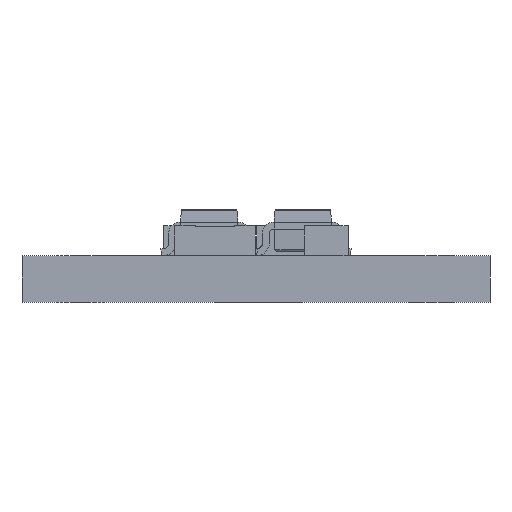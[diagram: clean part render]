
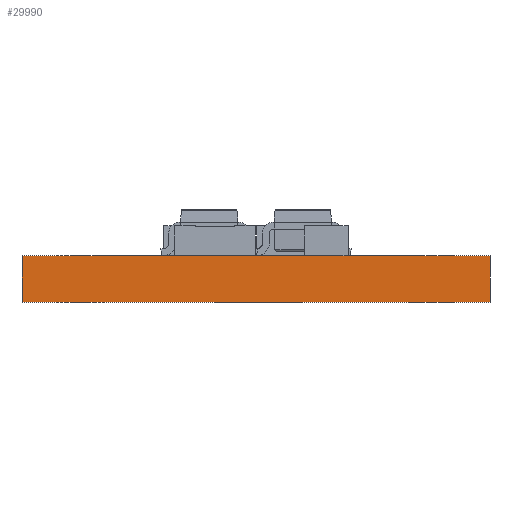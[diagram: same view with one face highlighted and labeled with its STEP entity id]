
A CAD part, front view. The second image highlights one B-rep face of the part: STEP entity #29990.
In plain terms, the highlighted planar face has unit normal (0, -1, 0).
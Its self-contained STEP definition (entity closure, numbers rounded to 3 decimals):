
#505 = DIRECTION ( 'NONE',  ( 0., 1., 0. ) ) ;
#2965 = LINE ( 'NONE', #34780, #12479 ) ;
#4344 = DIRECTION ( 'NONE',  ( 0., 0., -1. ) ) ;
#4880 = EDGE_LOOP ( 'NONE', ( #36034, #35119, #11091, #24125 ) ) ;
#6371 = VERTEX_POINT ( 'NONE', #23894 ) ;
#6641 = CARTESIAN_POINT ( 'NONE',  ( 0., 0., 1.016 ) ) ;
#10066 = CARTESIAN_POINT ( 'NONE',  ( 10.16, 0., 1.016 ) ) ;
#11091 = ORIENTED_EDGE ( 'NONE', *, *, #24999, .F. ) ;
#12479 = VECTOR ( 'NONE', #34604, 1000. ) ;
#12887 = VECTOR ( 'NONE', #17353, 1000. ) ;
#14801 = DIRECTION ( 'NONE',  ( 0., 0., 1. ) ) ;
#14992 = CARTESIAN_POINT ( 'NONE',  ( 0., 0., 1.016 ) ) ;
#15228 = CARTESIAN_POINT ( 'NONE',  ( 10.16, 0., 1.016 ) ) ;
#15383 = DIRECTION ( 'NONE',  ( 1., 0., 0. ) ) ;
#15856 = AXIS2_PLACEMENT_3D ( 'NONE', #14992, #505, #14801 ) ;
#16194 = VERTEX_POINT ( 'NONE', #15228 ) ;
#17353 = DIRECTION ( 'NONE',  ( 1., 0., 0. ) ) ;
#18269 = CARTESIAN_POINT ( 'NONE',  ( 0., 0., 1.016 ) ) ;
#18897 = EDGE_CURVE ( 'NONE', #21083, #28963, #2965, .T. ) ;
#20283 = EDGE_CURVE ( 'NONE', #16194, #6371, #36724, .T. ) ;
#21083 = VERTEX_POINT ( 'NONE', #6641 ) ;
#23095 = CARTESIAN_POINT ( 'NONE',  ( 0., 0., 0. ) ) ;
#23894 = CARTESIAN_POINT ( 'NONE',  ( 10.16, 0., 0. ) ) ;
#24125 = ORIENTED_EDGE ( 'NONE', *, *, #18897, .T. ) ;
#24156 = LINE ( 'NONE', #18269, #31024 ) ;
#24999 = EDGE_CURVE ( 'NONE', #21083, #16194, #24156, .T. ) ;
#26074 = PLANE ( 'NONE',  #15856 ) ;
#28963 = VERTEX_POINT ( 'NONE', #32009 ) ;
#29990 = ADVANCED_FACE ( 'NONE', ( #34635 ), #26074, .F. ) ;
#31024 = VECTOR ( 'NONE', #15383, 1000. ) ;
#31993 = EDGE_CURVE ( 'NONE', #28963, #6371, #34148, .T. ) ;
#32009 = CARTESIAN_POINT ( 'NONE',  ( 0., 0., 0. ) ) ;
#32138 = VECTOR ( 'NONE', #4344, 1000. ) ;
#34148 = LINE ( 'NONE', #23095, #12887 ) ;
#34604 = DIRECTION ( 'NONE',  ( 0., 0., -1. ) ) ;
#34635 = FACE_OUTER_BOUND ( 'NONE', #4880, .T. ) ;
#34780 = CARTESIAN_POINT ( 'NONE',  ( 0., 0., 1.016 ) ) ;
#35119 = ORIENTED_EDGE ( 'NONE', *, *, #20283, .F. ) ;
#36034 = ORIENTED_EDGE ( 'NONE', *, *, #31993, .T. ) ;
#36724 = LINE ( 'NONE', #10066, #32138 ) ;
